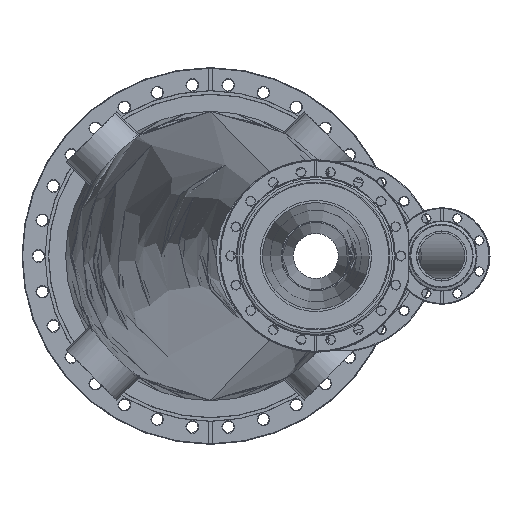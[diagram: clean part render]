
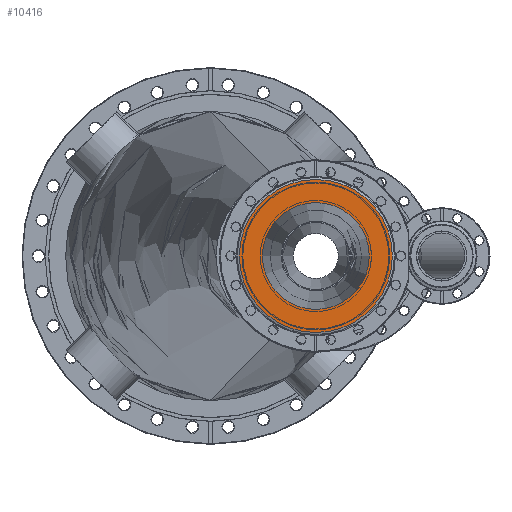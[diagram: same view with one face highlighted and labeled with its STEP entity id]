
A CAD part, left-side view. The second image highlights one B-rep face of the part: STEP entity #10416.
In plain terms, the highlighted face is planar.
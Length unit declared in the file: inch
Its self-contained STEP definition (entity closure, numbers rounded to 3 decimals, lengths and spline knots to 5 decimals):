
#525=FACE_BOUND('',#2049,.T.);
#644=PLANE('',#12195);
#1298=FACE_OUTER_BOUND('',#2048,.T.);
#2048=EDGE_LOOP('',(#9455,#9456));
#2049=EDGE_LOOP('',(#9457,#9458));
#3959=CIRCLE('',#12178,1.87402);
#3960=CIRCLE('',#12179,1.87402);
#3969=CIRCLE('',#12193,2.685);
#3970=CIRCLE('',#12194,2.685);
#5053=VERTEX_POINT('',#19865);
#5054=VERTEX_POINT('',#19866);
#5063=VERTEX_POINT('',#19894);
#5064=VERTEX_POINT('',#19896);
#6535=EDGE_CURVE('',#5053,#5054,#3959,.T.);
#6536=EDGE_CURVE('',#5054,#5053,#3960,.T.);
#6550=EDGE_CURVE('',#5063,#5064,#3969,.T.);
#6551=EDGE_CURVE('',#5064,#5063,#3970,.T.);
#9455=ORIENTED_EDGE('',*,*,#6551,.F.);
#9456=ORIENTED_EDGE('',*,*,#6550,.F.);
#9457=ORIENTED_EDGE('',*,*,#6535,.T.);
#9458=ORIENTED_EDGE('',*,*,#6536,.T.);
#10416=ADVANCED_FACE('',(#1298,#525),#644,.F.);
#12178=AXIS2_PLACEMENT_3D('',#19867,#15482,#15483);
#12179=AXIS2_PLACEMENT_3D('',#19868,#15484,#15485);
#12193=AXIS2_PLACEMENT_3D('',#19897,#15517,#15518);
#12194=AXIS2_PLACEMENT_3D('',#19898,#15519,#15520);
#12195=AXIS2_PLACEMENT_3D('',#19899,#15521,#15522);
#15482=DIRECTION('center_axis',(0.,0.,-1.));
#15483=DIRECTION('ref_axis',(1.,0.,0.));
#15484=DIRECTION('center_axis',(0.,0.,-1.));
#15485=DIRECTION('ref_axis',(1.,0.,0.));
#15517=DIRECTION('center_axis',(0.,0.,-1.));
#15518=DIRECTION('ref_axis',(0.,1.,0.));
#15519=DIRECTION('center_axis',(0.,0.,-1.));
#15520=DIRECTION('ref_axis',(0.,1.,0.));
#15521=DIRECTION('center_axis',(0.,0.,-1.));
#15522=DIRECTION('ref_axis',(-1.,0.,0.));
#19865=CARTESIAN_POINT('',(1.87402,0.,0.513));
#19866=CARTESIAN_POINT('',(-1.87402,0.,0.513));
#19867=CARTESIAN_POINT('Origin',(0.,0.,0.513));
#19868=CARTESIAN_POINT('Origin',(0.,0.,0.513));
#19894=CARTESIAN_POINT('',(0.,2.685,0.513));
#19896=CARTESIAN_POINT('',(0.,-2.685,0.513));
#19897=CARTESIAN_POINT('Origin',(0.,0.,0.513));
#19898=CARTESIAN_POINT('Origin',(0.,0.,0.513));
#19899=CARTESIAN_POINT('Origin',(0.,0.,0.513));
